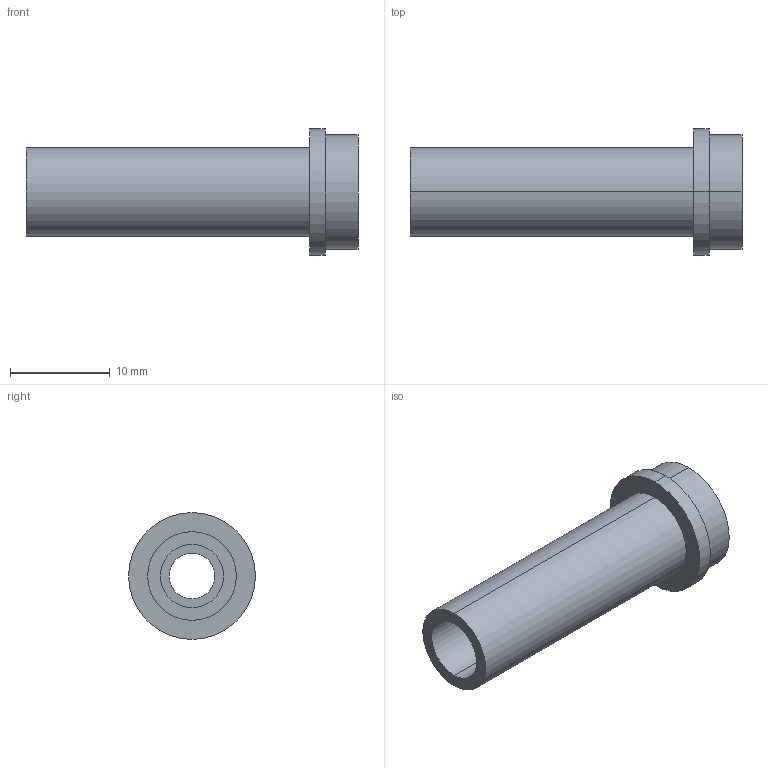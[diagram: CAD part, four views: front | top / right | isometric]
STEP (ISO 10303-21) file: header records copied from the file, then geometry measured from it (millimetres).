
FILE_DESCRIPTION(('starvars output'),'2;1');
FILE_NAME('cv20190730152038000039090.stp','15:20:38 2019/07/30',( 'Thomas Industrial Network Germany GmbH'),( 'Thomas Industrial Network Germany GmbH'),'unknown preprocess','ACIS' ,'unknown authorization');
FILE_SCHEMA(('CONFIG_CONTROL_DESIGN {UNKNOWN IMPLEMENTATION LEVEL}'));
Length unit declared in the file: millimetre
Products named in the file (1): PRODUCT_ID_1
Bounding box: 33.27 x 12.7 x 12.7 mm (x, y, z)
Volume: 1642.9 mm3; surface area: 1712.1 mm2
Topology: 1 solids, 1 shells, 15 faces, 30 edges, 20 vertices
Faces by surface type: cylinder 10, plane 5
Entity records: 418 total; most frequent: ORIENTED_EDGE 60, CARTESIAN_POINT 50, DIRECTION 50, EDGE_CURVE 30, VERTEX_POINT 20, AXIS2_PLACEMENT_3D 20, EDGE_LOOP 20, FACE_BOUND 20
